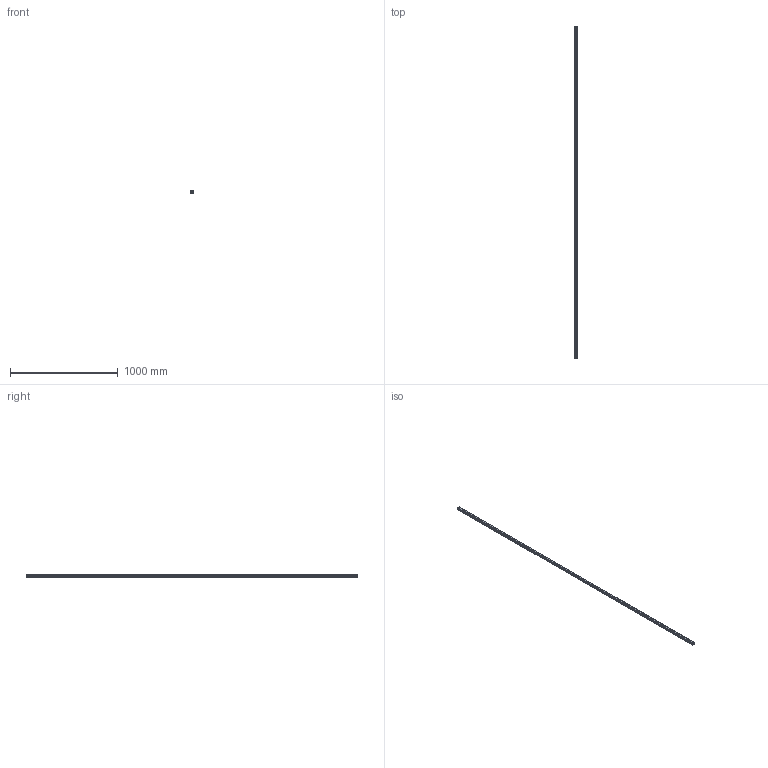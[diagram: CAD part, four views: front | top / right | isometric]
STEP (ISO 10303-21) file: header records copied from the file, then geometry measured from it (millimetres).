
FILE_DESCRIPTION(('STEP AP214'),'1');
FILE_NAME('cctmp_7A536440-EE7B-4208-AC22-C8E59E66E36D_2020_5_28_9_38_9_622..stp','2020-05-28T07:38:10',('HIWIN GmbH'),('CADClick - www.CADClick.com'),'Spatial InterOp 3D',' ','unknown authorization');
FILE_SCHEMA(('AUTOMOTIVE_DESIGN'));
Length unit declared in the file: millimetre
Products named in the file (1): HGR25R3080H_FILE
Bounding box: 23 x 3080 x 22 mm (x, y, z)
Volume: 1279628.5 mm3; surface area: 316804.5 mm2
Topology: 1 solids, 1 shells, 735 faces, 1875 edges, 1250 vertices
Faces by surface type: plane 401, cylinder 334
Entity records: 28717 total; most frequent: DIRECTION 4431, CARTESIAN_POINT 3861, ORIENTED_EDGE 3750, EDGE_CURVE 1875, AXIS2_PLACEMENT_3D 1820, VERTEX_POINT 1250, CIRCLE 876, EDGE_LOOP 843
